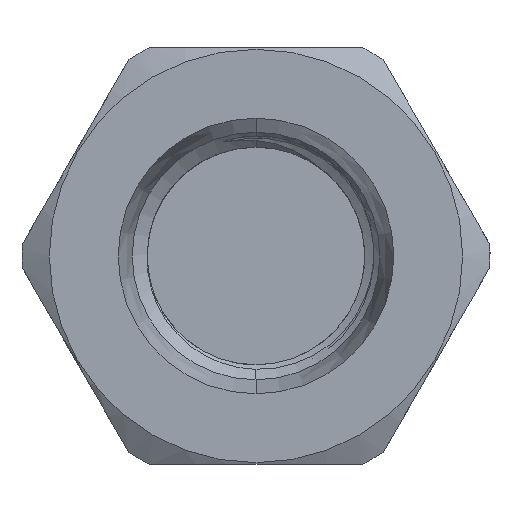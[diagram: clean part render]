
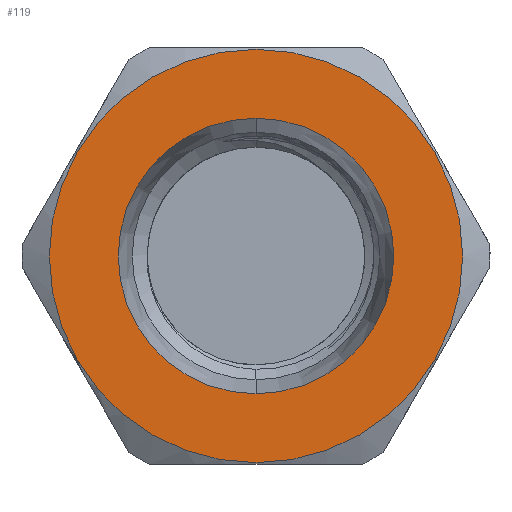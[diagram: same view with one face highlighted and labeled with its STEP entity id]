
A CAD part, left-side view. The second image highlights one B-rep face of the part: STEP entity #119.
In plain terms, the highlighted planar face has unit normal (-1, 0, 0).
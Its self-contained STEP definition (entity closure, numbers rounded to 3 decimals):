
#119 = ADVANCED_FACE ( 'NONE', ( #6695, #6698 ), #7803, .F. ) ;
#349 = VERTEX_POINT ( 'NONE', #9074 ) ;
#358 = VERTEX_POINT ( 'NONE', #9088 ) ;
#484 = VERTEX_POINT ( 'NONE', #9204 ) ;
#591 = VERTEX_POINT ( 'NONE', #9247 ) ;
#707 = AXIS2_PLACEMENT_3D ( 'NONE', #3715, #3716, #3717 ) ;
#737 = AXIS2_PLACEMENT_3D ( 'NONE', #5042, #5043, #5044 ) ;
#741 = AXIS2_PLACEMENT_3D ( 'NONE', #2985, #2986, #2987 ) ;
#788 = AXIS2_PLACEMENT_3D ( 'NONE', #2488, #2489, #2490 ) ;
#950 = EDGE_LOOP ( 'NONE', ( #1125, #1120 ) ) ;
#1033 = EDGE_LOOP ( 'NONE', ( #1338, #1178 ) ) ;
#1120 = ORIENTED_EDGE ( 'NONE', *, *, #11996, .F. ) ;
#1125 = ORIENTED_EDGE ( 'NONE', *, *, #10172, .F. ) ;
#1178 = ORIENTED_EDGE ( 'NONE', *, *, #11925, .T. ) ;
#1338 = ORIENTED_EDGE ( 'NONE', *, *, #9867, .T. ) ;
#1506 = CIRCLE ( 'NONE', #707, 9.45 ) ;
#1555 = CIRCLE ( 'NONE', #741, 6.3 ) ;
#2488 = CARTESIAN_POINT ( 'NONE',  ( -29.375, 0., 0. ) ) ;
#2489 = DIRECTION ( 'NONE',  ( 1., 0., 0. ) ) ;
#2490 = DIRECTION ( 'NONE',  ( 0., 0., -1. ) ) ;
#2985 = CARTESIAN_POINT ( 'NONE',  ( -29.375, 0., 0. ) ) ;
#2986 = DIRECTION ( 'NONE',  ( 1., 0., 0. ) ) ;
#2987 = DIRECTION ( 'NONE',  ( 0., 0., -1. ) ) ;
#3715 = CARTESIAN_POINT ( 'NONE',  ( -29.375, 0., 0. ) ) ;
#3716 = DIRECTION ( 'NONE',  ( 1., 0., 0. ) ) ;
#3717 = DIRECTION ( 'NONE',  ( 0., 0., -1. ) ) ;
#5042 = CARTESIAN_POINT ( 'NONE',  ( -29.375, 0., 0. ) ) ;
#5043 = DIRECTION ( 'NONE',  ( 1., 0., 0. ) ) ;
#5044 = DIRECTION ( 'NONE',  ( 0., 0., -1. ) ) ;
#6695 = FACE_BOUND ( 'NONE', #1033, .T. ) ;
#6698 = FACE_OUTER_BOUND ( 'NONE', #950, .T. ) ;
#7800 = CARTESIAN_POINT ( 'NONE',  ( -29.375, 0., 0. ) ) ;
#7803 = PLANE ( 'NONE',  #9869 ) ;
#7805 = DIRECTION ( 'NONE',  ( 1., 0., 0. ) ) ;
#7806 = DIRECTION ( 'NONE',  ( 0., 0., -1. ) ) ;
#9074 = CARTESIAN_POINT ( 'NONE',  ( -29.375, 0., 9.45 ) ) ;
#9088 = CARTESIAN_POINT ( 'NONE',  ( -29.375, 0., -6.3 ) ) ;
#9204 = CARTESIAN_POINT ( 'NONE',  ( -29.375, 0., 6.3 ) ) ;
#9247 = CARTESIAN_POINT ( 'NONE',  ( -29.375, 0., -9.45 ) ) ;
#9867 = EDGE_CURVE ( 'NONE', #484, #358, #10853, .T. ) ;
#9869 = AXIS2_PLACEMENT_3D ( 'NONE', #7800, #7805, #7806 ) ;
#10172 = EDGE_CURVE ( 'NONE', #591, #349, #11072, .T. ) ;
#10853 = CIRCLE ( 'NONE', #737, 6.3 ) ;
#11072 = CIRCLE ( 'NONE', #788, 9.45 ) ;
#11925 = EDGE_CURVE ( 'NONE', #358, #484, #1555, .T. ) ;
#11996 = EDGE_CURVE ( 'NONE', #349, #591, #1506, .T. ) ;
